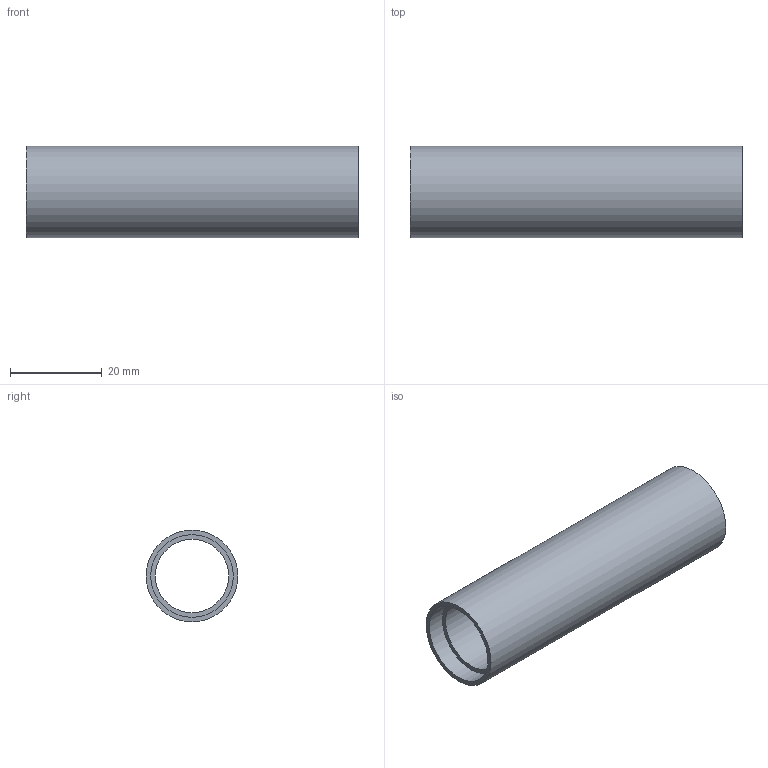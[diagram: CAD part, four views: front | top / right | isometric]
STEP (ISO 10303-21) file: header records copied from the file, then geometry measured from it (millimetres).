
FILE_DESCRIPTION(/* description */ (''),/* implementation_level */ '2;1');
FILE_NAME(/* name */ 'Co-ax Bearing Assembly_Outer Leg Shaft v3 v2.step',/* time_stamp */ '2019-01-30T20:48:18-08:00',/* author */ ('nathankau'),/* organization */ (''),/* preprocessor_version */ 'ST-DEVELOPER v17.2',/* originating_system */ 'Autodesk Translation Framework v7.6.0.251',/* authorisation */ '');
FILE_SCHEMA (('AUTOMOTIVE_DESIGN { 1 0 10303 214 3 1 1 }'));
Length unit declared in the file: millimetre
Products named in the file (1): Co-ax Bearing Assembly_Outer Leg Shaft v3
Bounding box: 72.33 x 20 x 20 mm (x, y, z)
Volume: 7752.5 mm3; surface area: 8456.2 mm2
Topology: 1 solids, 1 shells, 8 faces, 16 edges, 12 vertices
Faces by surface type: plane 4, cylinder 4
Full cylindrical faces by diameter (mm): 16 x1, 18 x2, 20 x1
Entity records: 261 total; most frequent: DIRECTION 46, CARTESIAN_POINT 37, ORIENTED_EDGE 32, AXIS2_PLACEMENT_3D 21, EDGE_CURVE 16, EDGE_LOOP 12, CIRCLE 12, VERTEX_POINT 12
